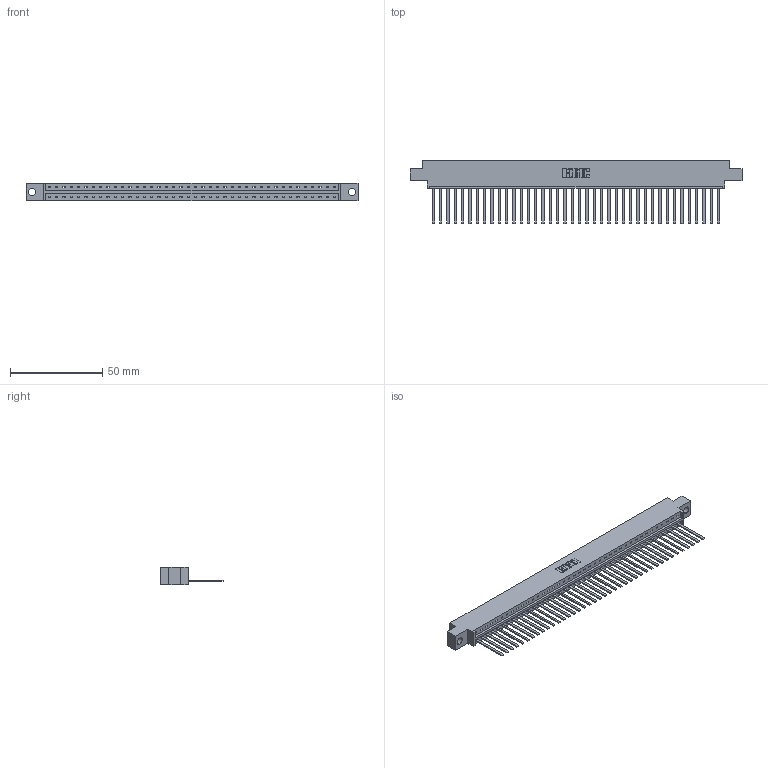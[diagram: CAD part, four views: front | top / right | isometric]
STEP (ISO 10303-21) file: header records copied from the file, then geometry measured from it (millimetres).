
FILE_DESCRIPTION (( 'STEP AP203' ), '1' );
FILE_NAME ('833-040-544-604.STEP', '2020-06-03T17:32:19', ( '' ), ( '' ), 'SwSTEP 2.0', 'SolidWorks 2020', '' );
FILE_SCHEMA (( 'CONFIG_CONTROL_DESIGN' ));
Length unit declared in the file: inch
Products named in the file (3): 833-040-544-604; 345-292-001_345-293-144; 833 Part_Offset - .156 Dia - TH
Assembly tree (41 placements, depth 2):
  833-040-544-604
    833 Part_Offset - .156 Dia - TH
    345-292-001_345-293-144  x40
Bounding box: 180.04 x 34.3 x 9.4 mm (x, y, z)
Volume: 18247 mm3; surface area: 21229.6 mm2
Topology: 41 solids, 41 shells, 2198 faces, 6643 edges, 4374 vertices
Faces by surface type: plane 1594, cylinder 604
Entity records: 24663 total; most frequent: CARTESIAN_POINT 4262, ORIENTED_EDGE 4238, DIRECTION 3595, EDGE_CURVE 2119, VECTOR 1995, LINE 1995, VERTEX_POINT 1410, AXIS2_PLACEMENT_3D 800
